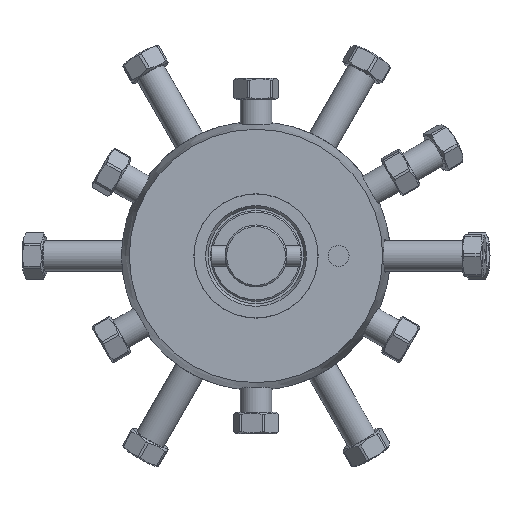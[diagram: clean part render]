
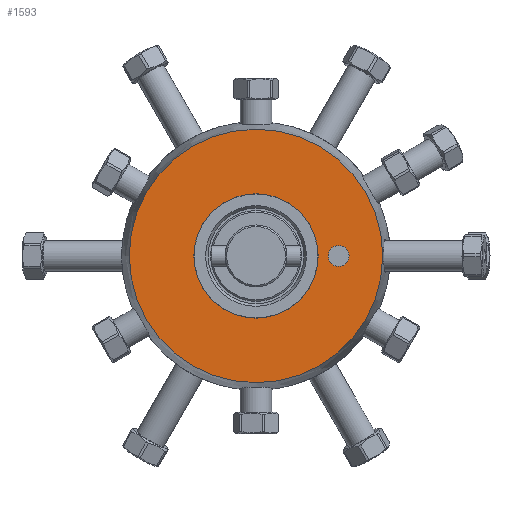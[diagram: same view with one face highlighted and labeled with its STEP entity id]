
A CAD part, left-side view. The second image highlights one B-rep face of the part: STEP entity #1593.
In plain terms, the highlighted planar face has unit normal (-1, 0, 0).
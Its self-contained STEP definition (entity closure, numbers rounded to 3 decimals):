
#1555=CARTESIAN_POINT('',(6.35,14.501,0.0));
#1556=DIRECTION('',(-1.0,0.0,0.0));
#1557=DIRECTION('',(0.0,0.0,1.0));
#1558=AXIS2_PLACEMENT_3D('',#1555,#1556,#1557);
#1559=PLANE('',#1558);
#1560=CARTESIAN_POINT('',(6.35,19.477,0.0));
#1561=VERTEX_POINT('',#1560);
#1562=CARTESIAN_POINT('',(6.35,0.0,0.0));
#1563=DIRECTION('',(1.0,0.0,0.0));
#1564=DIRECTION('',(0.0,1.0,0.0));
#1565=AXIS2_PLACEMENT_3D('',#1562,#1563,#1564);
#1566=CIRCLE('',#1565,19.477);
#1567=EDGE_CURVE('',#1561,#1561,#1566,.T.);
#1568=ORIENTED_EDGE('',*,*,#1567,.F.);
#1569=EDGE_LOOP('',(#1568));
#1570=FACE_OUTER_BOUND('',#1569,.T.);
#1571=CARTESIAN_POINT('',(6.35,9.555,0.));
#1572=VERTEX_POINT('',#1571);
#1573=CARTESIAN_POINT('',(6.35,0.0,0.0));
#1574=DIRECTION('',(-1.0,0.0,0.0));
#1575=DIRECTION('',(0.0,-1.0,0.0));
#1576=AXIS2_PLACEMENT_3D('',#1573,#1574,#1575);
#1577=CIRCLE('',#1576,9.555);
#1578=EDGE_CURVE('',#1572,#1572,#1577,.T.);
#1579=ORIENTED_EDGE('',*,*,#1578,.F.);
#1580=EDGE_LOOP('',(#1579));
#1581=FACE_BOUND('',#1580,.T.);
#1582=CARTESIAN_POINT('',(6.35,-12.7,1.607));
#1583=VERTEX_POINT('',#1582);
#1584=CARTESIAN_POINT('',(6.35,-12.7,0.));
#1585=DIRECTION('',(1.0,0.0,0.0));
#1586=DIRECTION('',(0.0,0.0,1.0));
#1587=AXIS2_PLACEMENT_3D('',#1584,#1585,#1586);
#1588=CIRCLE('',#1587,1.607);
#1589=EDGE_CURVE('',#1583,#1583,#1588,.T.);
#1590=ORIENTED_EDGE('',*,*,#1589,.T.);
#1591=EDGE_LOOP('',(#1590));
#1592=FACE_BOUND('',#1591,.T.);
#1593=ADVANCED_FACE('',(#1570,#1581,#1592),#1559,.T.);
